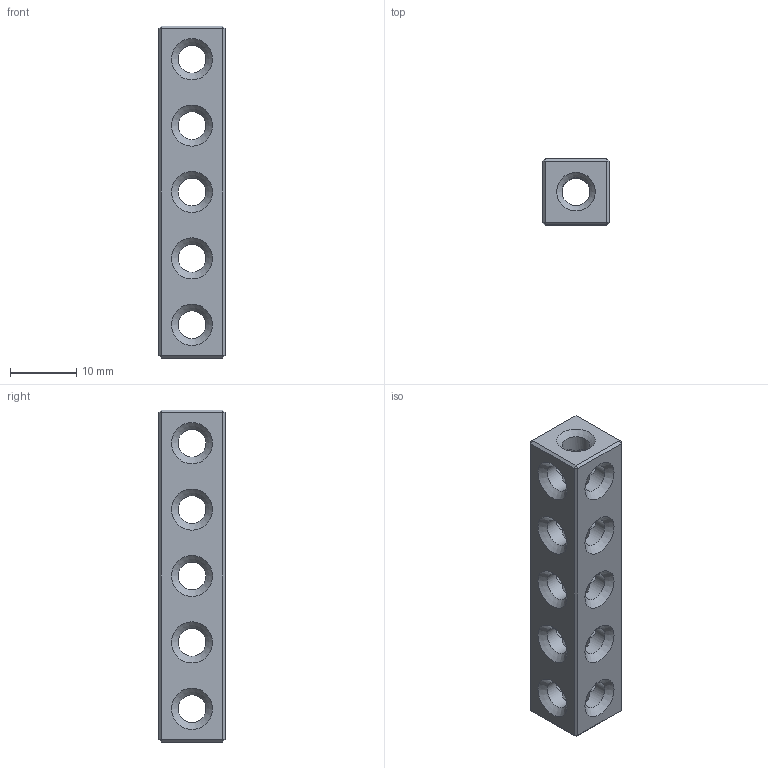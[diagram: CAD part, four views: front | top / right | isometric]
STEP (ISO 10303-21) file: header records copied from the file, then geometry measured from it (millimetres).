
FILE_DESCRIPTION(('FreeCAD Model'),'2;1');
FILE_NAME('Open CASCADE Shape Model','2024-10-01T21:20:30',('Author'),( ''),'Open CASCADE STEP processor 7.7','Ondsel','Unknown');
FILE_SCHEMA(('AUTOMOTIVE_DESIGN { 1 0 10303 214 1 1 1 1 }'));
Length unit declared in the file: millimetre
Products named in the file (1): Body
Bounding box: 10 x 10 x 50 mm (x, y, z)
Volume: 3261.3 mm3; surface area: 2920.7 mm2
Topology: 1 solids, 1 shells, 74 faces, 240 edges, 148 vertices
Faces by surface type: plane 26, cylinder 26, cone 22
Full cylindrical faces by diameter (mm): 4.2 x26
Entity records: 2786 total; most frequent: DIRECTION 534, ORIENTED_EDGE 480, CARTESIAN_POINT 463, EDGE_CURVE 240, AXIS2_PLACEMENT_3D 219, VERTEX_POINT 148, ELLIPSE 100, FACE_BOUND 96
